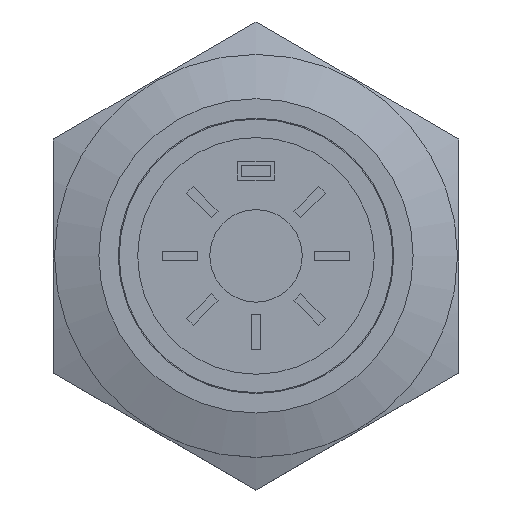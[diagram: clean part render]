
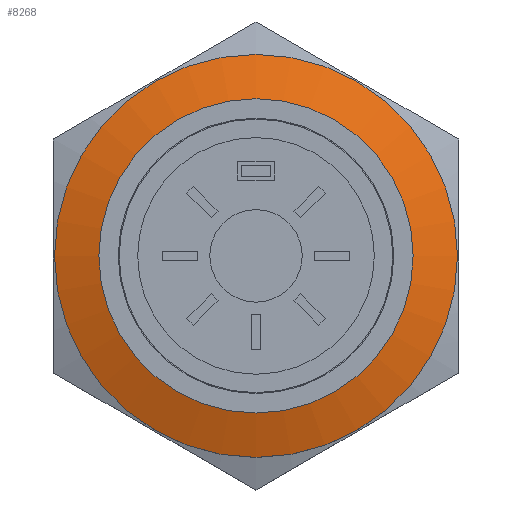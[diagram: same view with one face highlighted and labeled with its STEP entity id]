
A CAD part, top view. The second image highlights one B-rep face of the part: STEP entity #8268.
In plain terms, the highlighted conical face has half-angle 71.565 degrees and reference radius 9.7 mm.
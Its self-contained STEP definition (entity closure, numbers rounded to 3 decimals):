
#46=CONICAL_SURFACE('',#8853,9.7,1.249);
#737=FACE_OUTER_BOUND('',#1223,.T.);
#1223=EDGE_LOOP('',(#6454,#6455,#6456,#6457));
#1634=CIRCLE('',#8854,8.5);
#1635=CIRCLE('',#8855,10.9);
#2294=LINE('',#17389,#3031);
#3031=VECTOR('',#9824,9.7);
#3799=VERTEX_POINT('',#17386);
#3800=VERTEX_POINT('',#17388);
#4771=EDGE_CURVE('',#3799,#3799,#1634,.T.);
#4772=EDGE_CURVE('',#3799,#3800,#2294,.T.);
#4773=EDGE_CURVE('',#3800,#3800,#1635,.T.);
#6454=ORIENTED_EDGE('',*,*,#4771,.T.);
#6455=ORIENTED_EDGE('',*,*,#4772,.T.);
#6456=ORIENTED_EDGE('',*,*,#4773,.T.);
#6457=ORIENTED_EDGE('',*,*,#4772,.F.);
#8268=ADVANCED_FACE('',(#737),#46,.T.);
#8853=AXIS2_PLACEMENT_3D('',#17385,#9820,#9821);
#8854=AXIS2_PLACEMENT_3D('',#17387,#9822,#9823);
#8855=AXIS2_PLACEMENT_3D('',#17390,#9825,#9826);
#9820=DIRECTION('center_axis',(0.,0.,-1.));
#9821=DIRECTION('ref_axis',(1.,0.,0.));
#9822=DIRECTION('center_axis',(0.,0.,-1.));
#9823=DIRECTION('ref_axis',(1.,0.,0.));
#9824=DIRECTION('',(-0.949,0.,-0.316));
#9825=DIRECTION('center_axis',(0.,0.,1.));
#9826=DIRECTION('ref_axis',(1.,0.,0.));
#17385=CARTESIAN_POINT('Origin',(0.,0.,1.6));
#17386=CARTESIAN_POINT('',(-8.5,0.,2.));
#17387=CARTESIAN_POINT('Origin',(0.,0.,2.));
#17388=CARTESIAN_POINT('',(-10.9,0.,1.2));
#17389=CARTESIAN_POINT('',(-9.7,0.,1.6));
#17390=CARTESIAN_POINT('Origin',(0.,0.,1.2));
